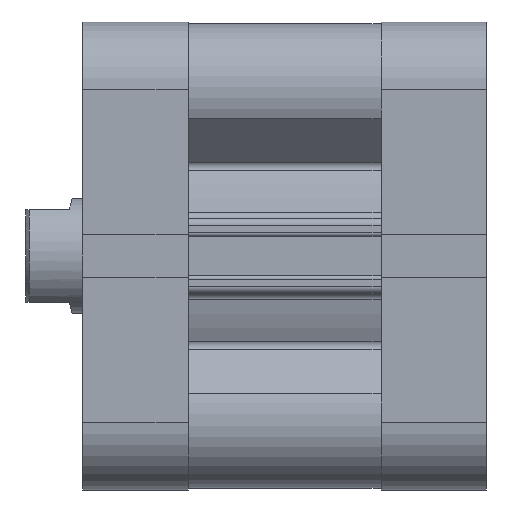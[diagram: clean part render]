
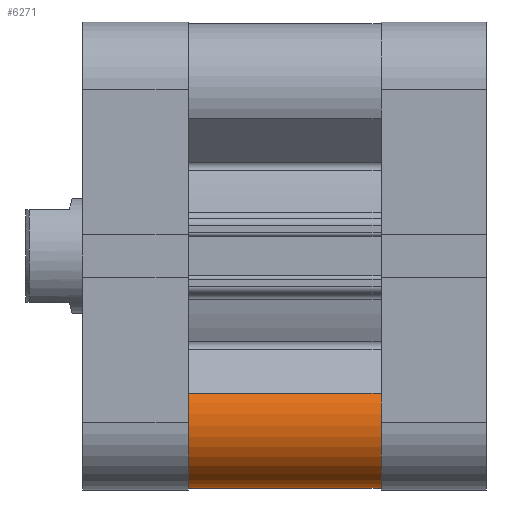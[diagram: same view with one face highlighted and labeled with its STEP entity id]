
A CAD part, front view. The second image highlights one B-rep face of the part: STEP entity #6271.
In plain terms, the highlighted cylindrical face has radius 9.25 mm (diameter 18.5 mm), a partial arc.
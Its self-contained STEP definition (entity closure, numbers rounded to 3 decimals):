
#476 = ORIENTED_EDGE ( 'NONE', *, *, #8989, .F. ) ;
#484 = ORIENTED_EDGE ( 'NONE', *, *, #9000, .T. ) ;
#488 = ORIENTED_EDGE ( 'NONE', *, *, #8991, .T. ) ;
#500 = ORIENTED_EDGE ( 'NONE', *, *, #8990, .F. ) ;
#1306 = EDGE_LOOP ( 'NONE', ( #500, #488, #484, #476 ) ) ;
#1793 = VERTEX_POINT ( 'NONE', #2010 ) ;
#1899 = VERTEX_POINT ( 'NONE', #6434 ) ;
#2010 = CARTESIAN_POINT ( 'NONE',  ( -32.5, -23.25, 0. ) ) ;
#2033 = VERTEX_POINT ( 'NONE', #6550 ) ;
#2333 = VERTEX_POINT ( 'NONE', #6804 ) ;
#2447 = CARTESIAN_POINT ( 'NONE',  ( -23.25, -23.25, 27. ) ) ;
#2448 = DIRECTION ( 'NONE',  ( 0., 0., -1. ) ) ;
#2449 = DIRECTION ( 'NONE',  ( -1., 0., 0. ) ) ;
#2979 = CARTESIAN_POINT ( 'NONE',  ( -19.184, -31.559, 27. ) ) ;
#2980 = DIRECTION ( 'NONE',  ( 0., 0., -1. ) ) ;
#2981 = CARTESIAN_POINT ( 'NONE',  ( -23.25, -23.25, 27. ) ) ;
#2982 = DIRECTION ( 'NONE',  ( 0., 0., 1. ) ) ;
#2983 = DIRECTION ( 'NONE',  ( -1., 0., 0. ) ) ;
#2985 = CARTESIAN_POINT ( 'NONE',  ( -32.5, -23.25, 27. ) ) ;
#2986 = DIRECTION ( 'NONE',  ( 0., 0., -1. ) ) ;
#3005 = CARTESIAN_POINT ( 'NONE',  ( -23.25, -23.25, 0. ) ) ;
#3007 = DIRECTION ( 'NONE',  ( 0., 0., 1. ) ) ;
#3008 = DIRECTION ( 'NONE',  ( -1., 0., 0. ) ) ;
#6271 = ADVANCED_FACE ( 'NONE', ( #8060 ), #8063, .T. ) ;
#6434 = CARTESIAN_POINT ( 'NONE',  ( -19.184, -31.559, 0. ) ) ;
#6550 = CARTESIAN_POINT ( 'NONE',  ( -19.184, -31.559, 27. ) ) ;
#6804 = CARTESIAN_POINT ( 'NONE',  ( -32.5, -23.25, 27. ) ) ;
#8060 = FACE_OUTER_BOUND ( 'NONE', #1306, .T. ) ;
#8063 = CYLINDRICAL_SURFACE ( 'NONE', #9948, 9.25 ) ;
#8332 = LINE ( 'NONE', #2979, #8333 ) ;
#8333 = VECTOR ( 'NONE', #2980, 1000. ) ;
#8335 = LINE ( 'NONE', #2985, #8336 ) ;
#8336 = VECTOR ( 'NONE', #2986, 1000. ) ;
#8340 = CIRCLE ( 'NONE', #10085, 9.25 ) ;
#8355 = CIRCLE ( 'NONE', #10091, 9.25 ) ;
#8989 = EDGE_CURVE ( 'NONE', #2033, #1899, #8332, .T. ) ;
#8990 = EDGE_CURVE ( 'NONE', #2333, #2033, #8340, .T. ) ;
#8991 = EDGE_CURVE ( 'NONE', #2333, #1793, #8335, .T. ) ;
#9000 = EDGE_CURVE ( 'NONE', #1793, #1899, #8355, .T. ) ;
#9948 = AXIS2_PLACEMENT_3D ( 'NONE', #2447, #2448, #2449 ) ;
#10085 = AXIS2_PLACEMENT_3D ( 'NONE', #2981, #2982, #2983 ) ;
#10091 = AXIS2_PLACEMENT_3D ( 'NONE', #3005, #3007, #3008 ) ;
